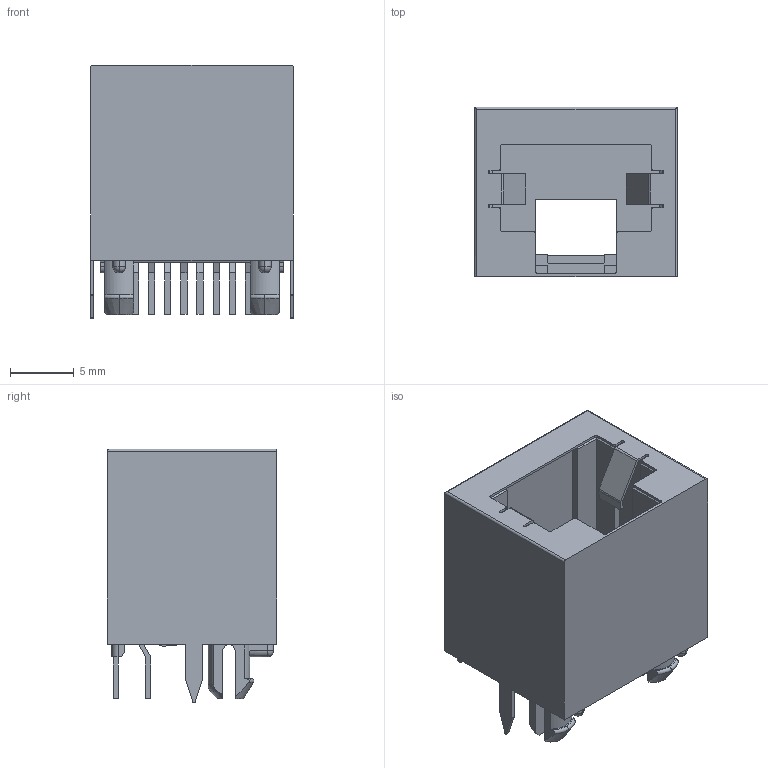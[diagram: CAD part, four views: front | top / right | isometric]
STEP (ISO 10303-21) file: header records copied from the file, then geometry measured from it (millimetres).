
FILE_DESCRIPTION (( 'STEP AP214' ), '1' );
FILE_NAME ('GDTX-S-88_rA4.STEP', '2013-03-29T21:56:20', ( 'Daniel' ), ( 'Microsoft' ), 'SwSTEP 2.0', 'SolidWorks 2012', '' );
FILE_SCHEMA (( 'AUTOMOTIVE_DESIGN' ));
Length unit declared in the file: millimetre
Products named in the file (1): GDTX-S-88_rA4
Bounding box: 15.9 x 13.3 x 19.9 mm (x, y, z)
Volume: 1582.3 mm3; surface area: 3205 mm2
Topology: 1 solids, 1 shells, 313 faces, 895 edges, 572 vertices
Faces by surface type: plane 225, cylinder 70, torus 6, cone 6, sphere 6
Entity records: 11855 total; most frequent: CARTESIAN_POINT 1937, ORIENTED_EDGE 1778, DIRECTION 1627, EDGE_CURVE 889, LINE 703, VECTOR 703, VERTEX_POINT 572, AXIS2_PLACEMENT_3D 462
